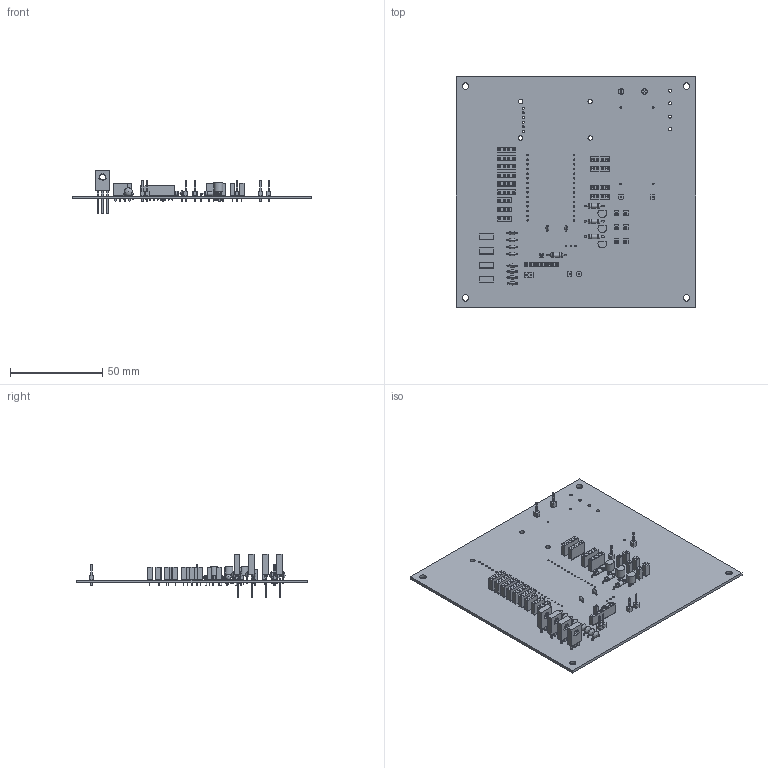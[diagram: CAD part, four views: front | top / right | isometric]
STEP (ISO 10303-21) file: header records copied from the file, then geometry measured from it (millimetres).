
FILE_DESCRIPTION(('KiCad electronic assembly'),'2;1');
FILE_NAME('Mechatron_01.step','2023-12-23T23:58:28',('Pcbnew'),('Kicad') ,'Open CASCADE STEP processor 7.7','KiCad to STEP converter','Unknown' );
FILE_SCHEMA(('AUTOMOTIVE_DESIGN { 1 0 10303 214 1 1 1 1 }'));
Length unit declared in the file: millimetre
Products named in the file (26): Mechatron_01 1; PinSocket_1x01_P2.54mm_Vertical; SOLID; PinSocket_1x04_P2.54mm_Vertical; PinHeader_1x02_P2.54mm_Vertical; TO-92_Inline; TO-126-3_Vertical; C_Disc_D4.3mm_W1.9mm_P5.00mm; R_Axial_DIN0207_L6.3mm_D2.5mm_P10.16mm_Horizontal; PinSocket_1x03_P2.54mm_Vertical; PinHeader_1x01_P2.54mm_Vertical; C_Disc_D3.0mm_W1.6mm_P2.50mm; PinSocket_1x01_P2.00mm_Vertical; PinSocket_1x09_P2.00mm_Vertical; Mechatron_01 PCB
Assembly tree (62 placements, depth 3):
  Mechatron_01 1
    PinSocket_1x01_P2.54mm_Vertical  x6
      SOLID
    PinSocket_1x04_P2.54mm_Vertical  x10
      SOLID
    PinHeader_1x02_P2.54mm_Vertical
      SOLID
    TO-92_Inline  x3
      SOLID
    TO-126-3_Vertical  x4
      SOLID
    C_Disc_D4.3mm_W1.9mm_P5.00mm  x8
      SOLID
    R_Axial_DIN0207_L6.3mm_D2.5mm_P10.16mm_Horizontal  x4
      SOLID
    PinSocket_1x03_P2.54mm_Vertical  x3
      SOLID
    PinHeader_1x01_P2.54mm_Vertical  x6
      SOLID
    C_Disc_D3.0mm_W1.6mm_P2.50mm  x2
      SOLID
    PinSocket_1x01_P2.00mm_Vertical
      SOLID
    PinSocket_1x09_P2.00mm_Vertical
      SOLID
    Mechatron_01 PCB
Bounding box: 130 x 125 x 23.75 mm (x, y, z)
Volume: 29674.6 mm3; surface area: 42152.9 mm2
Topology: 50 solids, 50 shells, 3121 faces, 7969 edges, 5180 vertices
Faces by surface type: plane 2769, cylinder 296, revolution 20, sphere 20, torus 16
Full cylindrical faces by diameter (mm): 0.5 x36, 0.6 x16, 0.75 x9, 0.762 x30, 0.8 x41, 1 x77, 1.1 x6, 1.7 x4, 2.25 x4, 2.4 x4, 2.5 x8, 3 x2, 3.16 x4, 3.2 x4, 3.5 x4, 4 x4
Entity records: 73946 total; most frequent: CARTESIAN_POINT 14746, DIRECTION 9890, LINE 6900, VECTOR 6900, ORIENTED_EDGE 5180, PCURVE 5180, DEFINITIONAL_REPRESENTATION 5180, EDGE_CURVE 2590
